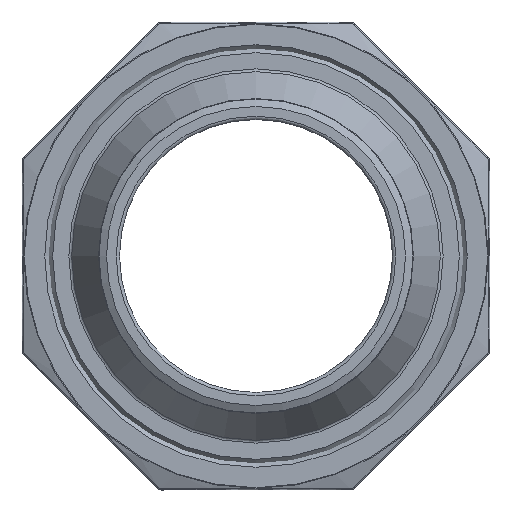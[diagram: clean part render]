
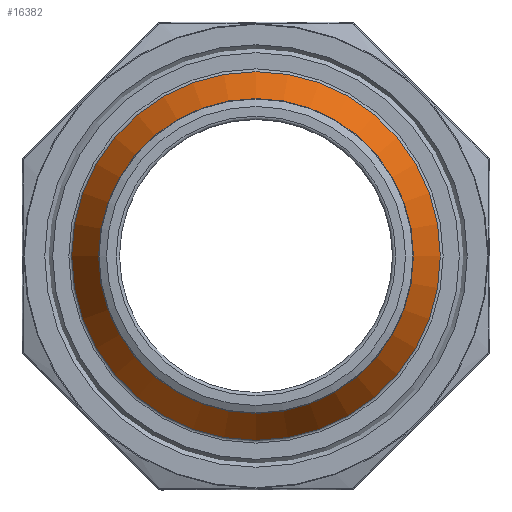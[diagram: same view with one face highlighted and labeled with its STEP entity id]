
A CAD part, left-side view. The second image highlights one B-rep face of the part: STEP entity #16382.
In plain terms, the highlighted conical face has half-angle 30 degrees and reference radius 28.5 mm.
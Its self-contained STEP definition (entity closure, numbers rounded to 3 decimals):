
#445 = DIRECTION ( 'NONE',  ( -1., 0., 0. ) ) ;
#1238 = AXIS2_PLACEMENT_3D ( 'NONE', #12310, #5982, #3364 ) ;
#1769 = EDGE_CURVE ( 'NONE', #16076, #16076, #6485, .T. ) ;
#1966 = EDGE_CURVE ( 'NONE', #4860, #4860, #6774, .T. ) ;
#2162 = CARTESIAN_POINT ( 'NONE',  ( -13.75, 28.356, 0. ) ) ;
#2168 = CARTESIAN_POINT ( 'NONE',  ( -20.918, 0., 0. ) ) ;
#2422 = DIRECTION ( 'NONE',  ( 0., 1., 0. ) ) ;
#2989 = AXIS2_PLACEMENT_3D ( 'NONE', #2168, #16577, #2422 ) ;
#3364 = DIRECTION ( 'NONE',  ( 0., 1., 0. ) ) ;
#3430 = EDGE_LOOP ( 'NONE', ( #7378 ) ) ;
#4026 = CARTESIAN_POINT ( 'NONE',  ( -13.75, 0., 0. ) ) ;
#4364 = DIRECTION ( 'NONE',  ( 0., 1., 0. ) ) ;
#4860 = VERTEX_POINT ( 'NONE', #9716 ) ;
#5714 = EDGE_LOOP ( 'NONE', ( #11926 ) ) ;
#5982 = DIRECTION ( 'NONE',  ( 1., 0., 0. ) ) ;
#6485 = CIRCLE ( 'NONE', #15641, 28.356 ) ;
#6774 = CIRCLE ( 'NONE', #2989, 24.217 ) ;
#7378 = ORIENTED_EDGE ( 'NONE', *, *, #1966, .T. ) ;
#9716 = CARTESIAN_POINT ( 'NONE',  ( -20.918, 24.217, 0. ) ) ;
#9739 = FACE_BOUND ( 'NONE', #3430, .T. ) ;
#9790 = CONICAL_SURFACE ( 'NONE', #1238, 28.5, 0.524 ) ;
#11926 = ORIENTED_EDGE ( 'NONE', *, *, #1769, .T. ) ;
#12310 = CARTESIAN_POINT ( 'NONE',  ( -13.5, 0., 0. ) ) ;
#14911 = FACE_OUTER_BOUND ( 'NONE', #5714, .T. ) ;
#15641 = AXIS2_PLACEMENT_3D ( 'NONE', #4026, #445, #4364 ) ;
#16076 = VERTEX_POINT ( 'NONE', #2162 ) ;
#16382 = ADVANCED_FACE ( 'NONE', ( #9739, #14911 ), #9790, .T. ) ;
#16577 = DIRECTION ( 'NONE',  ( 1., 0., 0. ) ) ;
